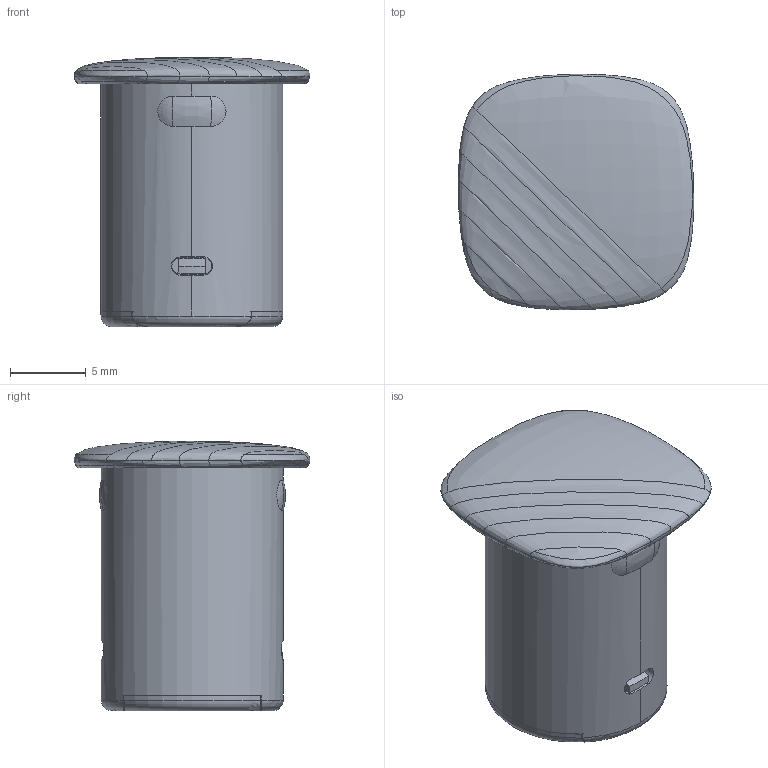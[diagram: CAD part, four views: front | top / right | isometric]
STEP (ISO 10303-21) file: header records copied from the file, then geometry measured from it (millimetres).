
FILE_DESCRIPTION((''),'2;1');
FILE_NAME('CM20230823_ASM_6_ASM','2025-09-29T15:22:12',('admin'),(''),'CREO PARAMETRIC BY PTC INC, 2020053','CREO PARAMETRIC BY PTC INC, 2020053','');
FILE_SCHEMA(('AUTOMOTIVE_DESIGN { 1 0 10303 214 1 1 1 1 }'));
Length unit declared in the file: millimetre
Products named in the file (7): PCBA-CM-1_1_3; PCBA-CM_ASM_1_ASM_3_ASM; PCBA_CM_ASM_3_ASM; HK20230731_A_3; WK-CM-2_ASM_3; FES-CM1_5; CM20230823_ASM_6_ASM
Assembly tree (6 placements, depth 4):
  CM20230823_ASM_6_ASM
    PCBA_CM_ASM_3_ASM
      PCBA-CM_ASM_1_ASM_3_ASM
        PCBA-CM-1_1_3
    HK20230731_A_3
    WK-CM-2_ASM_3
    FES-CM1_5
Bounding box: 15.51 x 15.51 x 17.76 mm (x, y, z)
Volume: 1869.5 mm3; surface area: 1666.3 mm2
Topology: 3 solids, 3 shells, 135 faces, 399 edges, 266 vertices
Faces by surface type: plane 74, bspline 28, cone 16, cylinder 12, torus 4, sphere 1
Entity records: 13537 total; most frequent: CARTESIAN_POINT 8747, ORIENTED_EDGE 782, DIRECTION 621, EDGE_CURVE 391, PRESENTATION_STYLE_ASSIGNMENT 280, STYLED_ITEM 280, VERTEX_POINT 266, CURVE_STYLE 247
